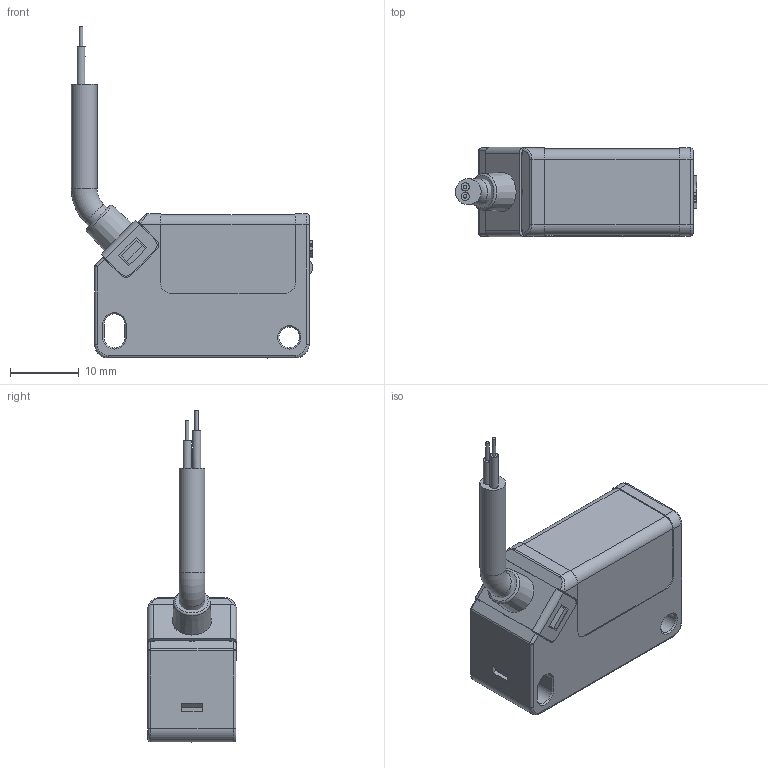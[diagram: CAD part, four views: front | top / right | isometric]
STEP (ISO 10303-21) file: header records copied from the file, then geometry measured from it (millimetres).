
FILE_DESCRIPTION( ( 'Unknown' ), '1' );
FILE_NAME( 'QMRD_0P-0A.stp', 'Unknown', ( 'Unknown' ), ( 'Unknown' ), 'PSStep 15.0.49', 'Unknown', ' ' );
FILE_SCHEMA( ( 'AUTOMOTIVE_DESIGN { 1 0 10303 214 1 1 1 1 }' ) );
Length unit declared in the file: millimetre
Products named in the file (11): 6606_fig; 6619_fig; 6550_fig; Assem1; 6629_fig; 6570_fig; W741_fig; 6569A_fig; 6908_fig; 6568A_fig
Assembly tree (10 placements, depth 4):
  Assem1
    6629_fig
    6570_fig
    W741_fig
    6569A_fig
    6908_fig
    6568A_fig
    6619_fig
      6550_fig
      6606_fig
        6606_fig
Bounding box: 35.08 x 13.01 x 48.26 mm (x, y, z)
Volume: 7675.5 mm3; surface area: 5450.5 mm2
Topology: 8 solids, 8 shells, 228 faces, 559 edges, 364 vertices
Faces by surface type: plane 126, cylinder 83, torus 8, cone 7, bspline 2, sphere 2
Full cylindrical faces by diameter (mm): 0.52 x2, 1.19 x2, 3 x2, 3.5 x1, 3.75 x2, 5.7 x1, 7 x1, 7.2 x1
Entity records: 8790 total; most frequent: CARTESIAN_POINT 1314, DIRECTION 1197, ORIENTED_EDGE 1070, EDGE_CURVE 535, AXIS2_PLACEMENT_3D 427, VERTEX_POINT 357, LINE 343, VECTOR 343
